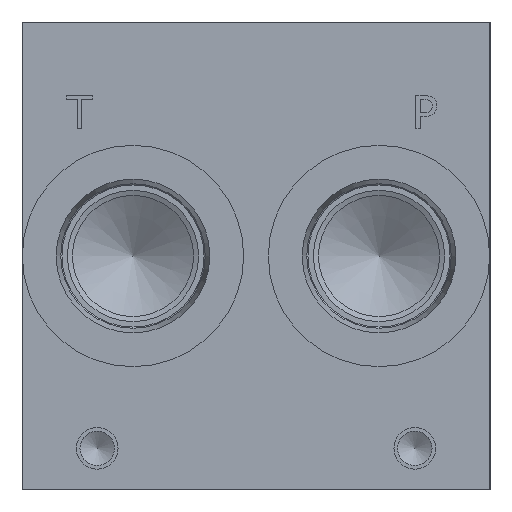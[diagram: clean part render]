
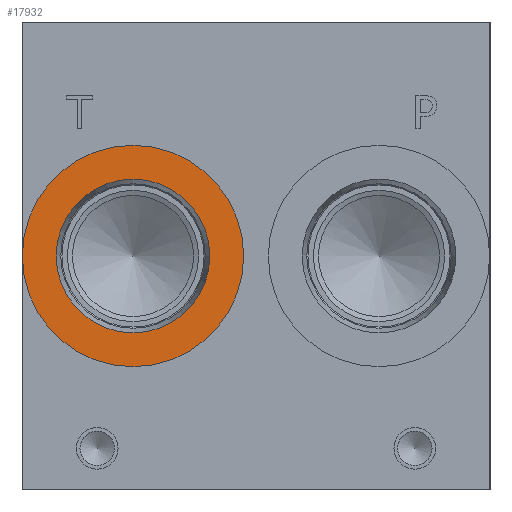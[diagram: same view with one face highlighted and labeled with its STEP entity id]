
A CAD part, left-side view. The second image highlights one B-rep face of the part: STEP entity #17932.
In plain terms, the highlighted planar face has unit normal (-1, 0, 0).
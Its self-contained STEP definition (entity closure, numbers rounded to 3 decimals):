
#378=CIRCLE('',#18778,21.019);
#379=CIRCLE('',#18779,21.019);
#380=CIRCLE('',#18781,14.592);
#381=CIRCLE('',#18782,14.592);
#920=FACE_BOUND('',#3396,.T.);
#2357=FACE_OUTER_BOUND('',#3395,.T.);
#3395=EDGE_LOOP('',(#14778,#14779));
#3396=EDGE_LOOP('',(#14780,#14781));
#8069=VERTEX_POINT('',#30320);
#8070=VERTEX_POINT('',#30322);
#8071=VERTEX_POINT('',#30326);
#8072=VERTEX_POINT('',#30327);
#10436=EDGE_CURVE('',#8069,#8070,#378,.T.);
#10437=EDGE_CURVE('',#8070,#8069,#379,.T.);
#10438=EDGE_CURVE('',#8071,#8072,#380,.T.);
#10439=EDGE_CURVE('',#8072,#8071,#381,.T.);
#14778=ORIENTED_EDGE('',*,*,#10437,.F.);
#14779=ORIENTED_EDGE('',*,*,#10436,.F.);
#14780=ORIENTED_EDGE('',*,*,#10438,.T.);
#14781=ORIENTED_EDGE('',*,*,#10439,.T.);
#16599=PLANE('',#18780);
#17932=ADVANCED_FACE('',(#2357,#920),#16599,.F.);
#18778=AXIS2_PLACEMENT_3D('',#30323,#21922,#21923);
#18779=AXIS2_PLACEMENT_3D('',#30324,#21924,#21925);
#18780=AXIS2_PLACEMENT_3D('',#30325,#21926,#21927);
#18781=AXIS2_PLACEMENT_3D('',#30328,#21928,#21929);
#18782=AXIS2_PLACEMENT_3D('',#30329,#21930,#21931);
#21922=DIRECTION('center_axis',(1.,0.,0.));
#21923=DIRECTION('ref_axis',(0.,0.,-1.));
#21924=DIRECTION('center_axis',(1.,0.,0.));
#21925=DIRECTION('ref_axis',(0.,0.,-1.));
#21926=DIRECTION('center_axis',(1.,0.,0.));
#21927=DIRECTION('ref_axis',(0.,0.,-1.));
#21928=DIRECTION('center_axis',(1.,0.,0.));
#21929=DIRECTION('ref_axis',(0.,0.,-1.));
#21930=DIRECTION('center_axis',(1.,0.,0.));
#21931=DIRECTION('ref_axis',(0.,0.,-1.));
#30320=CARTESIAN_POINT('',(0.787,67.818,23.432));
#30322=CARTESIAN_POINT('',(0.787,67.818,65.469));
#30323=CARTESIAN_POINT('Origin',(0.787,67.818,44.45));
#30324=CARTESIAN_POINT('Origin',(0.787,67.818,44.45));
#30325=CARTESIAN_POINT('Origin',(0.787,67.818,59.042));
#30326=CARTESIAN_POINT('',(0.787,67.818,59.042));
#30327=CARTESIAN_POINT('',(0.787,67.818,29.858));
#30328=CARTESIAN_POINT('Origin',(0.787,67.818,44.45));
#30329=CARTESIAN_POINT('Origin',(0.787,67.818,44.45));
